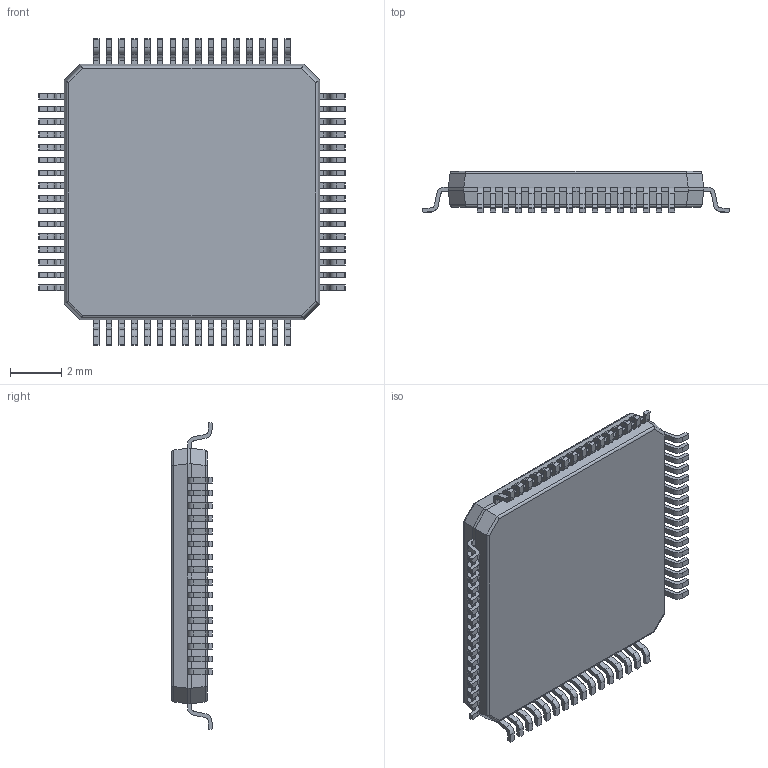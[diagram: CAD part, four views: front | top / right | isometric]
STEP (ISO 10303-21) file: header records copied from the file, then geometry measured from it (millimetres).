
FILE_DESCRIPTION (( 'STEP AP214' ), '1' );
FILE_NAME ('LPC5506JBD64E.STEP', '2024-01-31T17:21:40', ( '' ), ( '' ), 'SwSTEP 2.0', 'SolidWorks 2021', '' );
FILE_SCHEMA (( 'AUTOMOTIVE_DESIGN' ));
Length unit declared in the file: millimetre
Products named in the file (1): LPC5506JBD64E
Bounding box: 12 x 1.6 x 12 mm (x, y, z)
Volume: 140.2 mm3; surface area: 322.3 mm2
Topology: 66 solids, 66 shells, 945 faces, 2436 edges, 1624 vertices
Faces by surface type: plane 669, cylinder 276
Entity records: 29269 total; most frequent: CARTESIAN_POINT 5102, ORIENTED_EDGE 4872, DIRECTION 4816, EDGE_CURVE 2436, LINE 1884, VECTOR 1884, VERTEX_POINT 1624, AXIS2_PLACEMENT_3D 1466
